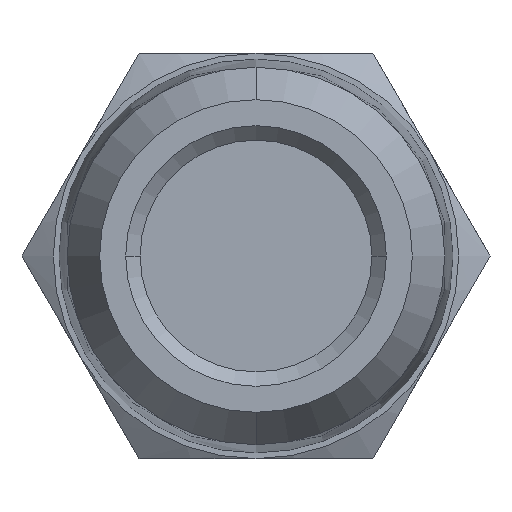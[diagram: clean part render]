
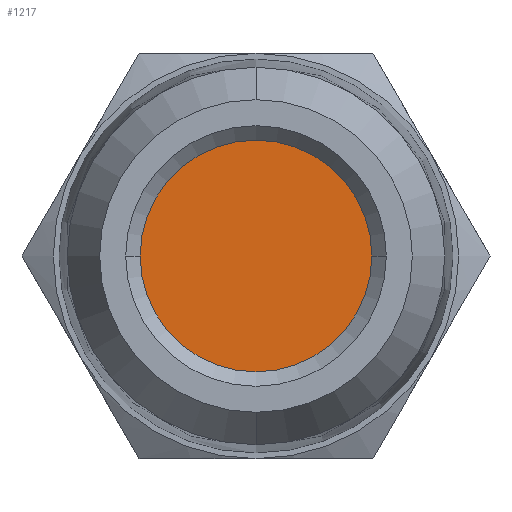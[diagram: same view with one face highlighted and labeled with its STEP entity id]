
A CAD part, front view. The second image highlights one B-rep face of the part: STEP entity #1217.
In plain terms, the highlighted planar face has unit normal (0, -1, 0).
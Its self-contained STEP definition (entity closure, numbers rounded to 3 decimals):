
#23 = AXIS2_PLACEMENT_3D ( 'NONE', #905, #909, #910 ) ;
#283 = AXIS2_PLACEMENT_3D ( 'NONE', #473, #474, #475 ) ;
#314 = AXIS2_PLACEMENT_3D ( 'NONE', #597, #598, #599 ) ;
#381 = EDGE_CURVE ( 'NONE', #1822, #1790, #1878, .T. ) ;
#473 = CARTESIAN_POINT ( 'NONE',  ( 0., 4.9, 0. ) ) ;
#474 = DIRECTION ( 'NONE',  ( 0., 1., 0. ) ) ;
#475 = DIRECTION ( 'NONE',  ( 0., 0., -1. ) ) ;
#597 = CARTESIAN_POINT ( 'NONE',  ( 0., 4.9, 0. ) ) ;
#598 = DIRECTION ( 'NONE',  ( 0., 1., 0. ) ) ;
#599 = DIRECTION ( 'NONE',  ( 0., 0., -1. ) ) ;
#763 = EDGE_CURVE ( 'NONE', #1790, #1822, #1028, .T. ) ;
#904 = PLANE ( 'NONE',  #23 ) ;
#905 = CARTESIAN_POINT ( 'NONE',  ( 0., 4.9, 0. ) ) ;
#909 = DIRECTION ( 'NONE',  ( 0., -1., 0. ) ) ;
#910 = DIRECTION ( 'NONE',  ( 0., 0., -1. ) ) ;
#1028 = CIRCLE ( 'NONE', #314, 4. ) ;
#1118 = FACE_OUTER_BOUND ( 'NONE', #1604, .T. ) ;
#1217 = ADVANCED_FACE ( 'NONE', ( #1118 ), #904, .T. ) ;
#1280 = CARTESIAN_POINT ( 'NONE',  ( 4., 4.9, 0. ) ) ;
#1293 = CARTESIAN_POINT ( 'NONE',  ( -4., 4.9, 0. ) ) ;
#1604 = EDGE_LOOP ( 'NONE', ( #1627, #1628 ) ) ;
#1627 = ORIENTED_EDGE ( 'NONE', *, *, #381, .F. ) ;
#1628 = ORIENTED_EDGE ( 'NONE', *, *, #763, .F. ) ;
#1790 = VERTEX_POINT ( 'NONE', #1280 ) ;
#1822 = VERTEX_POINT ( 'NONE', #1293 ) ;
#1878 = CIRCLE ( 'NONE', #283, 4. ) ;
